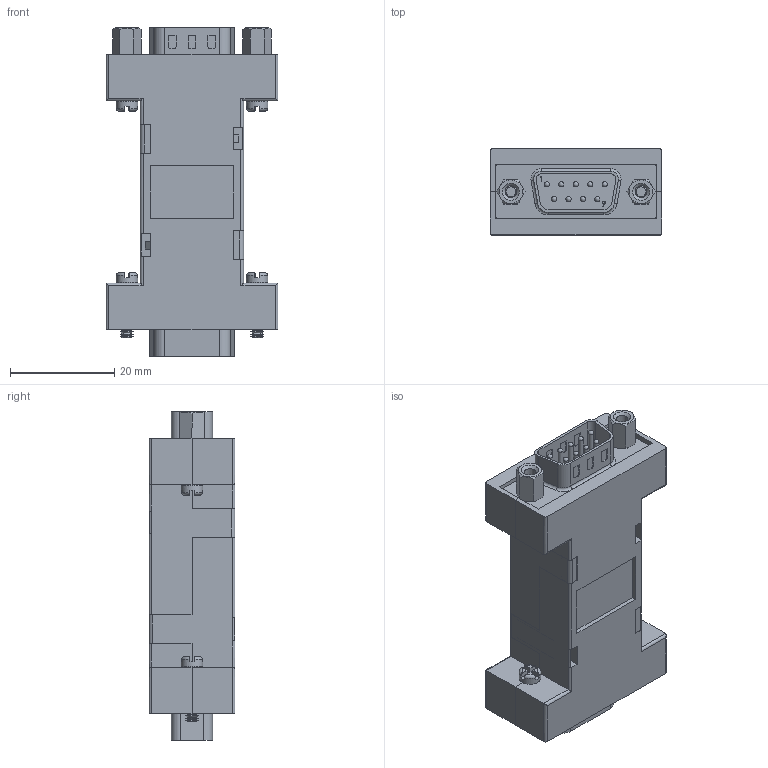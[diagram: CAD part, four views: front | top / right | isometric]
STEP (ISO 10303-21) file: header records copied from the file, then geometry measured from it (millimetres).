
FILE_DESCRIPTION (( 'STEP AP203' ), '1' );
FILE_NAME ('DJB9MF_3D.STEP', '2023-06-01T18:12:24', ( '' ), ( '' ), 'SwSTEP 2.0', 'SolidWorks 2022', '' );
FILE_SCHEMA (( 'CONFIG_CONTROL_DESIGN' ));
Length unit declared in the file: inch
Products named in the file (7): SDH-PROD; DJB9MF-MA1; DHP9G-MA2 WINS; DHP9G-MA1 WINS; DJB9MF_3D; SD9S; SD9P
Assembly tree (11 placements, depth 2):
  DJB9MF_3D
    SD9S
    SDH-PROD  x2
    SD9P
    DJB9MF-MA1
    DHP9G-MA1 WINS  x2
    DHP9G-MA2 WINS  x4
Bounding box: 33 x 16.5 x 63.07 mm (x, y, z)
Volume: 12007 mm3; surface area: 17057.3 mm2
Topology: 11 solids, 11 shells, 1622 faces, 4190 edges, 2710 vertices
Faces by surface type: plane 961, cylinder 319, bspline 181, cone 96, torus 52, sphere 13
Full cylindrical faces by diameter (mm): 0.787 x34, 0.991 x18, 1.016 x18, 1.473 x34, 1.524 x18, 1.9 x4, 2.261 x2, 2.35 x4, 2.845 x2, 3.048 x2, 3.65 x4, 4.191 x4
Entity records: 46019 total; most frequent: CARTESIAN_POINT 16223, ORIENTED_EDGE 5960, DIRECTION 5518, EDGE_CURVE 2980, VERTEX_POINT 2040, LINE 1960, VECTOR 1960, AXIS2_PLACEMENT_3D 1779
